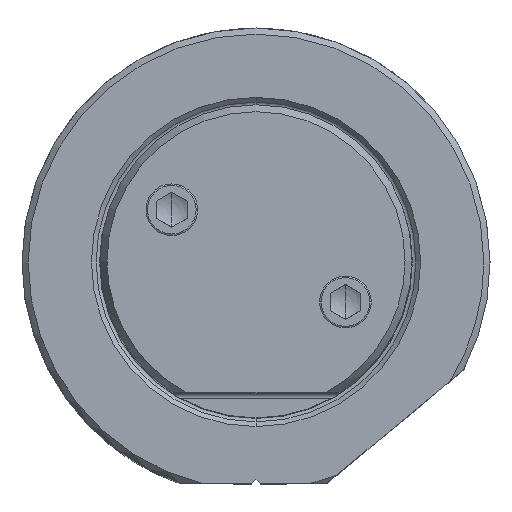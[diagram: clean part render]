
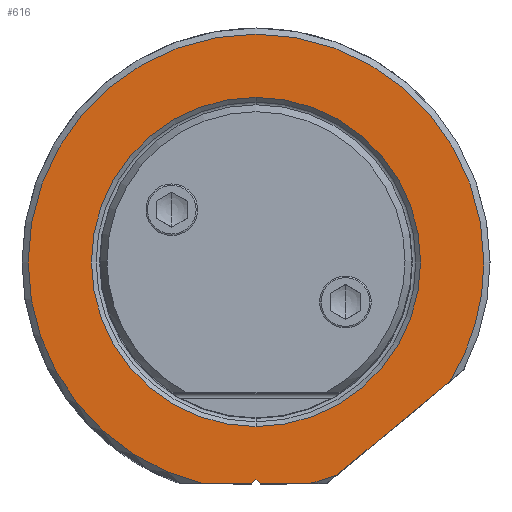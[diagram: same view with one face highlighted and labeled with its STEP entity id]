
A CAD part, top view. The second image highlights one B-rep face of the part: STEP entity #616.
In plain terms, the highlighted planar face has unit normal (0, 0, 1).
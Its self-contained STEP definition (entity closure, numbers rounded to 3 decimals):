
#126=PLANE('',#5659);
#616=ADVANCED_FACE('',(#921,#922),#126,.T.);
#921=FACE_BOUND('',#1039,.T.);
#922=FACE_BOUND('',#1040,.T.);
#1039=EDGE_LOOP('',(#2776,#2777,#2778,#2779,#2780,#2781,#2782,#2783,#2784));
#1040=EDGE_LOOP('',(#2785,#2786));
#1378=LINE('',#11170,#1688);
#1380=LINE('',#11184,#1690);
#1382=LINE('',#11188,#1692);
#1384=LINE('',#11192,#1694);
#1386=LINE('',#11201,#1696);
#1688=VECTOR('',#6581,1.);
#1690=VECTOR('',#6585,1.);
#1692=VECTOR('',#6589,1.);
#1694=VECTOR('',#6593,1.);
#1696=VECTOR('',#6597,1.);
#1972=CIRCLE('',#5653,18.55);
#1973=CIRCLE('',#5654,18.55);
#1974=CIRCLE('',#5655,18.55);
#1975=CIRCLE('',#5656,18.55);
#1976=CIRCLE('',#5657,13.4);
#1977=CIRCLE('',#5658,13.4);
#2776=ORIENTED_EDGE('',*,*,#4651,.T.);
#2777=ORIENTED_EDGE('',*,*,#4639,.T.);
#2778=ORIENTED_EDGE('',*,*,#4652,.T.);
#2779=ORIENTED_EDGE('',*,*,#4653,.T.);
#2780=ORIENTED_EDGE('',*,*,#4654,.T.);
#2781=ORIENTED_EDGE('',*,*,#4650,.F.);
#2782=ORIENTED_EDGE('',*,*,#4647,.T.);
#2783=ORIENTED_EDGE('',*,*,#4645,.T.);
#2784=ORIENTED_EDGE('',*,*,#4643,.F.);
#2785=ORIENTED_EDGE('',*,*,#4655,.T.);
#2786=ORIENTED_EDGE('',*,*,#4656,.T.);
#4011=VERTEX_POINT('',#11169);
#4012=VERTEX_POINT('',#11171);
#4014=VERTEX_POINT('',#11183);
#4015=VERTEX_POINT('',#11185);
#4016=VERTEX_POINT('',#11189);
#4017=VERTEX_POINT('',#11193);
#4018=VERTEX_POINT('',#11200);
#4019=VERTEX_POINT('',#11205);
#4020=VERTEX_POINT('',#11207);
#4021=VERTEX_POINT('',#11210);
#4022=VERTEX_POINT('',#11211);
#4639=EDGE_CURVE('',#4012,#4011,#1378,.T.);
#4643=EDGE_CURVE('',#4014,#4015,#1380,.T.);
#4645=EDGE_CURVE('',#4016,#4015,#1382,.T.);
#4647=EDGE_CURVE('',#4017,#4016,#1384,.T.);
#4650=EDGE_CURVE('',#4017,#4018,#1386,.T.);
#4651=EDGE_CURVE('',#4014,#4012,#1972,.T.);
#4652=EDGE_CURVE('',#4011,#4019,#1973,.T.);
#4653=EDGE_CURVE('',#4019,#4020,#1974,.T.);
#4654=EDGE_CURVE('',#4020,#4018,#1975,.T.);
#4655=EDGE_CURVE('',#4021,#4022,#1976,.T.);
#4656=EDGE_CURVE('',#4022,#4021,#1977,.T.);
#5653=AXIS2_PLACEMENT_3D('',#11203,#6600,#6601);
#5654=AXIS2_PLACEMENT_3D('',#11204,#6602,#6603);
#5655=AXIS2_PLACEMENT_3D('',#11206,#6604,#6605);
#5656=AXIS2_PLACEMENT_3D('',#11208,#6606,#6607);
#5657=AXIS2_PLACEMENT_3D('',#11209,#6608,#6609);
#5658=AXIS2_PLACEMENT_3D('',#11212,#6610,#6611);
#5659=AXIS2_PLACEMENT_3D('',#11213,#6612,#6613);
#6581=DIRECTION('',(0.77,0.638,0.));
#6585=DIRECTION('',(-1.,0.,0.));
#6589=DIRECTION('',(0.707,-0.707,0.));
#6593=DIRECTION('',(0.707,0.707,0.));
#6597=DIRECTION('',(-1.,0.,0.));
#6600=DIRECTION('',(0.,0.,1.));
#6601=DIRECTION('',(0.231,-0.973,0.));
#6602=DIRECTION('',(0.,0.,1.));
#6603=DIRECTION('',(0.853,-0.521,0.));
#6604=DIRECTION('',(0.,0.,1.));
#6605=DIRECTION('',(1.,0.,0.));
#6606=DIRECTION('',(0.,0.,1.));
#6607=DIRECTION('',(-1.,0.,0.));
#6608=DIRECTION('',(0.,0.,-1.));
#6609=DIRECTION('',(0.,1.,0.));
#6610=DIRECTION('',(0.,0.,-1.));
#6611=DIRECTION('',(0.,-1.,0.));
#6612=DIRECTION('',(0.,0.,1.));
#6613=DIRECTION('',(0.,1.,0.));
#11169=CARTESIAN_POINT('',(15.829,-9.671,0.));
#11170=CARTESIAN_POINT('',(6.581,-17.343,0.));
#11171=CARTESIAN_POINT('',(6.581,-17.343,0.));
#11183=CARTESIAN_POINT('',(4.278,-18.05,0.));
#11184=CARTESIAN_POINT('',(4.278,-18.05,0.));
#11185=CARTESIAN_POINT('',(0.354,-18.05,0.));
#11188=CARTESIAN_POINT('',(0.,-17.696,0.));
#11189=CARTESIAN_POINT('',(0.,-17.696,0.));
#11192=CARTESIAN_POINT('',(-0.354,-18.05,0.));
#11193=CARTESIAN_POINT('',(-0.354,-18.05,0.));
#11200=CARTESIAN_POINT('',(-4.278,-18.05,0.));
#11201=CARTESIAN_POINT('',(-3.222,-18.05,0.));
#11203=CARTESIAN_POINT('',(0.,0.,0.));
#11204=CARTESIAN_POINT('',(0.,0.,0.));
#11205=CARTESIAN_POINT('',(18.55,0.,0.));
#11206=CARTESIAN_POINT('',(0.,0.,0.));
#11207=CARTESIAN_POINT('',(-18.55,0.,0.));
#11208=CARTESIAN_POINT('',(0.,0.,0.));
#11209=CARTESIAN_POINT('',(0.,0.,0.));
#11210=CARTESIAN_POINT('',(0.,13.4,0.));
#11211=CARTESIAN_POINT('',(0.,-13.4,0.));
#11212=CARTESIAN_POINT('',(0.,0.,0.));
#11213=CARTESIAN_POINT('',(0.,0.25,0.));
